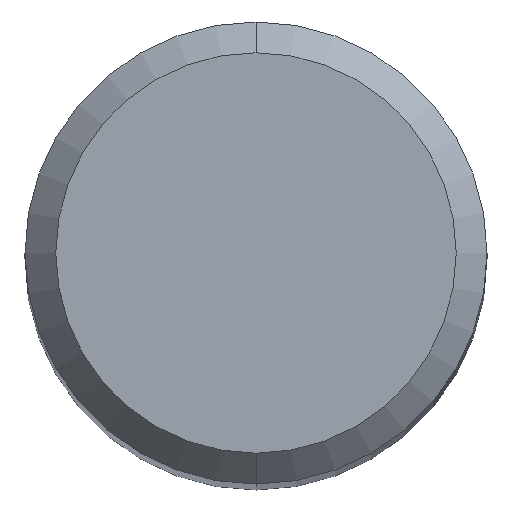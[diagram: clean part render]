
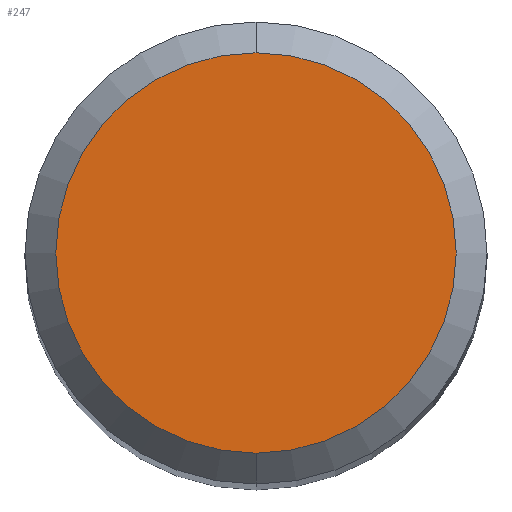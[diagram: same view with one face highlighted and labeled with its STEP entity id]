
A CAD part, top view. The second image highlights one B-rep face of the part: STEP entity #247.
In plain terms, the highlighted planar face has unit normal (0, 0, 1).
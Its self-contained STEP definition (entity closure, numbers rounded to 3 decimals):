
#213=VERTEX_POINT('',#547);
#247=ADVANCED_FACE('',(#583),#584,.T.);
#261=EDGE_CURVE('',#213,#345,#601,.T.);
#345=VERTEX_POINT('',#696);
#395=EDGE_CURVE('',#345,#213,#753,.T.);
#547=CARTESIAN_POINT('',(0.0,2.6,0.0));
#583=FACE_OUTER_BOUND('',#1021,.T.);
#584=PLANE('',#1022);
#601=CIRCLE('',#1044,2.6);
#696=CARTESIAN_POINT('',(0.,-2.6,0.0));
#753=CIRCLE('',#1341,2.6);
#1021=EDGE_LOOP('',(#1612,#1613));
#1022=AXIS2_PLACEMENT_3D('',#1614,#1615,#1616);
#1044=AXIS2_PLACEMENT_3D('',#1650,#1651,#1652);
#1341=AXIS2_PLACEMENT_3D('',#1839,#1840,#1841);
#1612=ORIENTED_EDGE('',*,*,#261,.F.);
#1613=ORIENTED_EDGE('',*,*,#395,.F.);
#1614=CARTESIAN_POINT('',(0.0,1.3,0.0));
#1615=DIRECTION('',(-0.0,0.0,1.0));
#1616=DIRECTION('',(0.0,-1.0,0.0));
#1650=CARTESIAN_POINT('',(0.0,0.0,0.0));
#1651=DIRECTION('',(0.0,0.0,-1.0));
#1652=DIRECTION('',(0.0,1.0,0.0));
#1839=CARTESIAN_POINT('',(0.0,0.0,0.0));
#1840=DIRECTION('',(0.0,0.0,-1.0));
#1841=DIRECTION('',(0.0,1.0,0.0));
